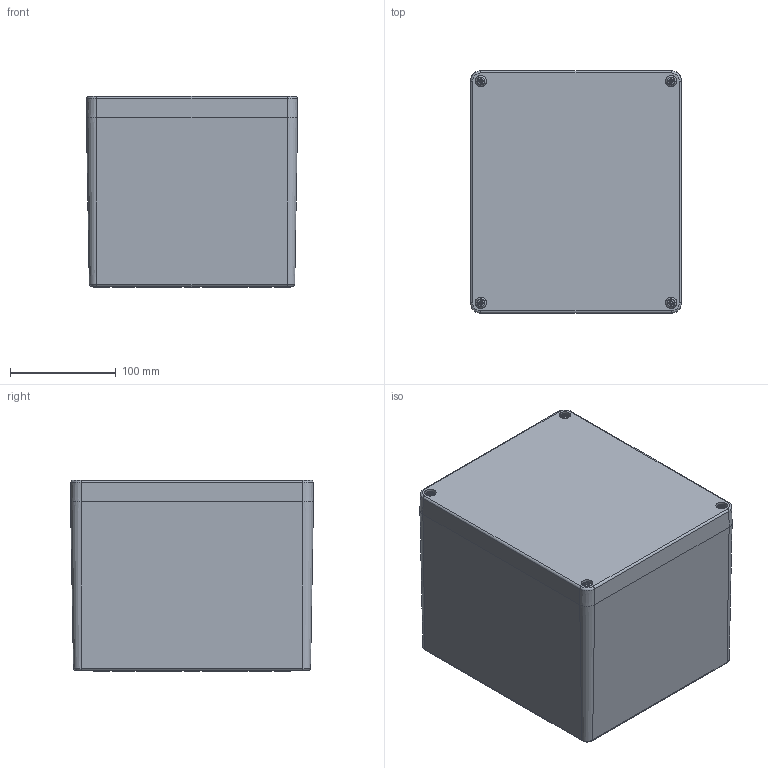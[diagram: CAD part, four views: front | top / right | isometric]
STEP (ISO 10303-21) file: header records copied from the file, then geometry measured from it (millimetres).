
FILE_DESCRIPTION((''),'2;1');
FILE_NAME('0101104100-MBA_202318_VE.stp','2015-01-20T16:32:58',('robin.rentz'),(''),'Autodesk Inventor 2012','Autodesk Inventor 2012','');
FILE_SCHEMA(('AUTOMOTIVE_DESIGN { 1 2 10303 214 0 1 1 1 }'));
Length unit declared in the file: millimetre
Products named in the file (5): 0101104100-MBA_202318_VE; 0100104100-UT_202318_VE; 0100104100-OT_202318_VE; Schraube BM 6x25; xxx-O-Ring-MBA_202318
Assembly tree (7 placements, depth 2):
  0101104100-MBA_202318_VE
    0100104100-UT_202318_VE
    0100104100-OT_202318_VE
    Schraube BM 6x25  x4
    xxx-O-Ring-MBA_202318
Bounding box: 200 x 230 x 181 mm (x, y, z)
Volume: 1279529.1 mm3; surface area: 522434.2 mm2
Topology: 7 solids, 7 shells, 1239 faces, 3090 edges, 1963 vertices
Faces by surface type: plane 539, bspline 237, cylinder 203, cone 148, torus 108, sphere 4
Full cylindrical faces by diameter (mm): 4.917 x15, 5 x4, 6 x4, 7 x8, 7.5 x4, 9 x9, 10 x13, 11 x4, 12 x2
Entity records: 34819 total; most frequent: CARTESIAN_POINT 9793, ORIENTED_EDGE 5338, DIRECTION 4565, EDGE_CURVE 2669, VERTEX_POINT 1747, AXIS2_PLACEMENT_3D 1529, VECTOR 1507, LINE 1507
